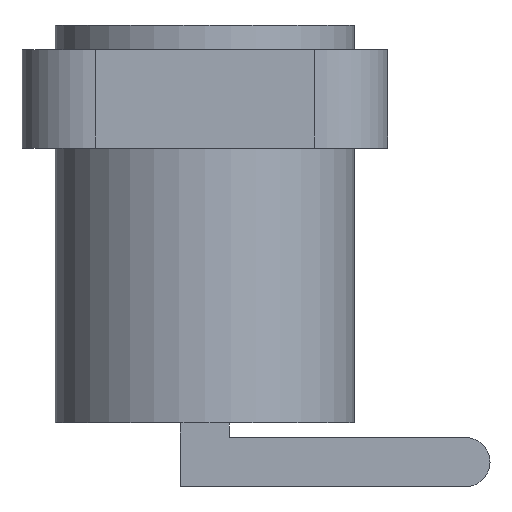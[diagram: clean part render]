
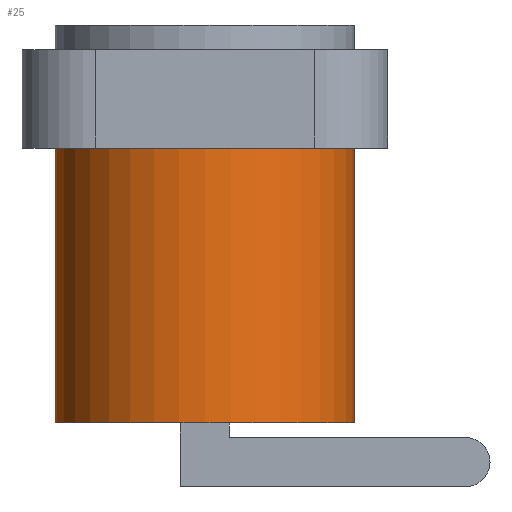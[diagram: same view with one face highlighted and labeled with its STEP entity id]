
A CAD part, left-side view. The second image highlights one B-rep face of the part: STEP entity #25.
In plain terms, the highlighted cylindrical face has radius 6.1 mm (diameter 12.2 mm), a partial arc.
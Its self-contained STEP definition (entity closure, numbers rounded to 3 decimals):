
#1 = DIRECTION ( 'NONE',  ( 1., 0., 0. ) ) ;
#2 = ORIENTED_EDGE ( 'NONE', *, *, #548, .T. ) ;
#25 = ADVANCED_FACE ( 'NONE', ( #1981 ), #1374, .T. ) ;
#111 = CARTESIAN_POINT ( 'NONE',  ( -4.15, 0., -2. ) ) ;
#194 = CARTESIAN_POINT ( 'NONE',  ( -4.15, 0., -13.2 ) ) ;
#476 = CIRCLE ( 'NONE', #799, 6.1 ) ;
#548 = EDGE_CURVE ( 'NONE', #1937, #710, #476, .T. ) ;
#562 = VECTOR ( 'NONE', #2540, 1000. ) ;
#576 = ORIENTED_EDGE ( 'NONE', *, *, #2094, .F. ) ;
#583 = LINE ( 'NONE', #1571, #562 ) ;
#631 = EDGE_LOOP ( 'NONE', ( #2164, #2457, #576, #2 ) ) ;
#710 = VERTEX_POINT ( 'NONE', #1824 ) ;
#799 = AXIS2_PLACEMENT_3D ( 'NONE', #1490, #1305, #2495 ) ;
#914 = CARTESIAN_POINT ( 'NONE',  ( -4.15, 6.1, -2. ) ) ;
#1114 = CARTESIAN_POINT ( 'NONE',  ( -4.15, -6.1, -2. ) ) ;
#1152 = VERTEX_POINT ( 'NONE', #1114 ) ;
#1177 = VECTOR ( 'NONE', #1886, 1000. ) ;
#1305 = DIRECTION ( 'NONE',  ( 0., 0., 1. ) ) ;
#1374 = CYLINDRICAL_SURFACE ( 'NONE', #1456, 6.1 ) ;
#1456 = AXIS2_PLACEMENT_3D ( 'NONE', #194, #1995, #1 ) ;
#1490 = CARTESIAN_POINT ( 'NONE',  ( -4.15, 0., -13.2 ) ) ;
#1521 = EDGE_CURVE ( 'NONE', #1152, #1591, #2384, .T. ) ;
#1571 = CARTESIAN_POINT ( 'NONE',  ( -4.15, 6.1, -13.2 ) ) ;
#1591 = VERTEX_POINT ( 'NONE', #914 ) ;
#1655 = LINE ( 'NONE', #2460, #1177 ) ;
#1824 = CARTESIAN_POINT ( 'NONE',  ( -4.15, -6.1, -13.2 ) ) ;
#1874 = DIRECTION ( 'NONE',  ( -1., 0., 0. ) ) ;
#1886 = DIRECTION ( 'NONE',  ( 0., 0., 1. ) ) ;
#1937 = VERTEX_POINT ( 'NONE', #2106 ) ;
#1981 = FACE_OUTER_BOUND ( 'NONE', #631, .T. ) ;
#1995 = DIRECTION ( 'NONE',  ( 0., 0., 1. ) ) ;
#2094 = EDGE_CURVE ( 'NONE', #1937, #1591, #583, .T. ) ;
#2106 = CARTESIAN_POINT ( 'NONE',  ( -4.15, 6.1, -13.2 ) ) ;
#2164 = ORIENTED_EDGE ( 'NONE', *, *, #2504, .T. ) ;
#2384 = CIRCLE ( 'NONE', #2548, 6.1 ) ;
#2457 = ORIENTED_EDGE ( 'NONE', *, *, #1521, .T. ) ;
#2460 = CARTESIAN_POINT ( 'NONE',  ( -4.15, -6.1, -13.2 ) ) ;
#2472 = DIRECTION ( 'NONE',  ( 0., 0., -1. ) ) ;
#2495 = DIRECTION ( 'NONE',  ( 1., 0., 0. ) ) ;
#2504 = EDGE_CURVE ( 'NONE', #710, #1152, #1655, .T. ) ;
#2540 = DIRECTION ( 'NONE',  ( 0., 0., 1. ) ) ;
#2548 = AXIS2_PLACEMENT_3D ( 'NONE', #111, #2472, #1874 ) ;
